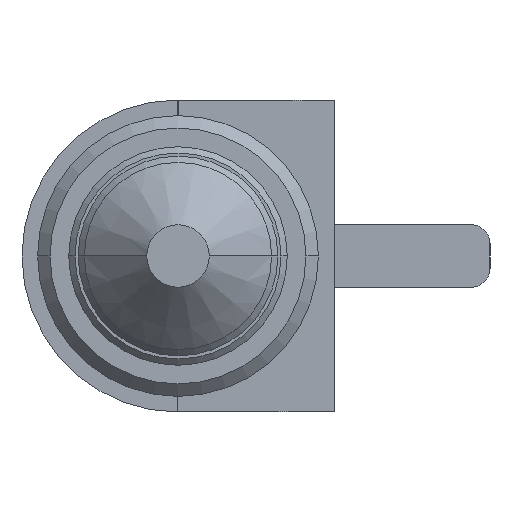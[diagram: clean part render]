
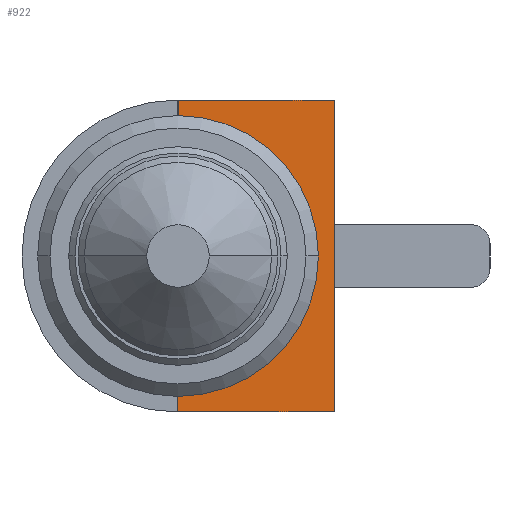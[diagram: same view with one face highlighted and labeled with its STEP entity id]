
A CAD part, left-side view. The second image highlights one B-rep face of the part: STEP entity #922.
In plain terms, the highlighted planar face has unit normal (-1, 0, 0).
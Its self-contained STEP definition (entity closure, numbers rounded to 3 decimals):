
#41 = DIRECTION ( 'NONE',  ( 0., 1., 0. ) ) ;
#75 = CARTESIAN_POINT ( 'NONE',  ( 18.6, -2.5, -2.5 ) ) ;
#244 = VECTOR ( 'NONE', #1137, 1000. ) ;
#280 = ORIENTED_EDGE ( 'NONE', *, *, #1331, .T. ) ;
#319 = VECTOR ( 'NONE', #1323, 1000. ) ;
#350 = CARTESIAN_POINT ( 'NONE',  ( 18.6, 0., 2.5 ) ) ;
#416 = LINE ( 'NONE', #1157, #319 ) ;
#447 = CARTESIAN_POINT ( 'NONE',  ( 18.6, 0., -2.5 ) ) ;
#547 = CARTESIAN_POINT ( 'NONE',  ( 18.6, -11.934, -2.5 ) ) ;
#719 = LINE ( 'NONE', #1498, #2076 ) ;
#726 = CARTESIAN_POINT ( 'NONE',  ( 18.6, -2.5, 2.5 ) ) ;
#772 = VECTOR ( 'NONE', #41, 1000. ) ;
#922 = ADVANCED_FACE ( 'NONE', ( #2112 ), #1571, .T. ) ;
#925 = AXIS2_PLACEMENT_3D ( 'NONE', #547, #1545, #2042 ) ;
#1020 = EDGE_LOOP ( 'NONE', ( #1121, #1453, #280, #1934 ) ) ;
#1058 = LINE ( 'NONE', #447, #244 ) ;
#1081 = CARTESIAN_POINT ( 'NONE',  ( 18.6, -11.934, 2.5 ) ) ;
#1121 = ORIENTED_EDGE ( 'NONE', *, *, #2172, .F. ) ;
#1137 = DIRECTION ( 'NONE',  ( 0., 0., 1. ) ) ;
#1157 = CARTESIAN_POINT ( 'NONE',  ( 18.6, -11.934, -2.5 ) ) ;
#1323 = DIRECTION ( 'NONE',  ( 0., 1., 0. ) ) ;
#1331 = EDGE_CURVE ( 'NONE', #1401, #1468, #2110, .T. ) ;
#1373 = CARTESIAN_POINT ( 'NONE',  ( 18.6, 0., -2.5 ) ) ;
#1401 = VERTEX_POINT ( 'NONE', #726 ) ;
#1417 = VERTEX_POINT ( 'NONE', #1373 ) ;
#1453 = ORIENTED_EDGE ( 'NONE', *, *, #2216, .T. ) ;
#1468 = VERTEX_POINT ( 'NONE', #350 ) ;
#1498 = CARTESIAN_POINT ( 'NONE',  ( 18.6, -2.5, -2.5 ) ) ;
#1545 = DIRECTION ( 'NONE',  ( -1., 0., 0. ) ) ;
#1571 = PLANE ( 'NONE',  #925 ) ;
#1694 = VERTEX_POINT ( 'NONE', #75 ) ;
#1738 = EDGE_CURVE ( 'NONE', #1417, #1468, #1058, .T. ) ;
#1852 = DIRECTION ( 'NONE',  ( 0., 0., 1. ) ) ;
#1934 = ORIENTED_EDGE ( 'NONE', *, *, #1738, .F. ) ;
#2042 = DIRECTION ( 'NONE',  ( 0., 0., 1. ) ) ;
#2076 = VECTOR ( 'NONE', #1852, 1000. ) ;
#2110 = LINE ( 'NONE', #1081, #772 ) ;
#2112 = FACE_OUTER_BOUND ( 'NONE', #1020, .T. ) ;
#2172 = EDGE_CURVE ( 'NONE', #1694, #1417, #416, .T. ) ;
#2216 = EDGE_CURVE ( 'NONE', #1694, #1401, #719, .T. ) ;
